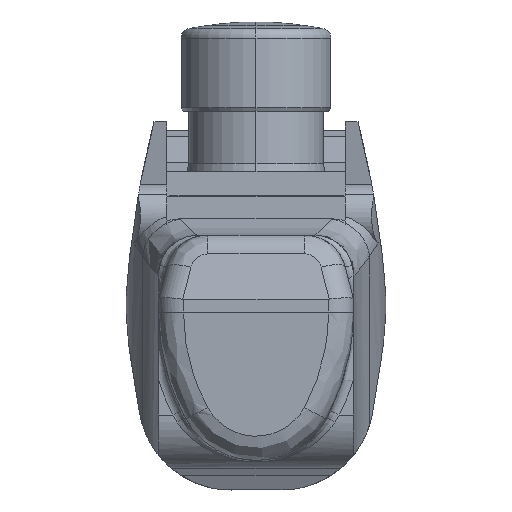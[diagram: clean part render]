
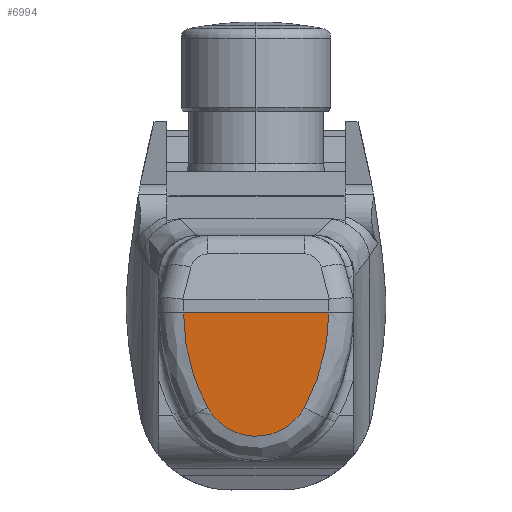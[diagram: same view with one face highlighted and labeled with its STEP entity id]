
A CAD part, front view. The second image highlights one B-rep face of the part: STEP entity #6994.
In plain terms, the highlighted planar face has unit normal (0, -0.999, -0.037).
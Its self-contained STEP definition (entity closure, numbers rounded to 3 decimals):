
#2446=CARTESIAN_POINT('',(-9.687,-107.327,
-20.483));
#2447=CARTESIAN_POINT('',(-9.332,-107.302,
-21.136));
#2448=CARTESIAN_POINT('',(-8.512,-107.257,
-22.329));
#2449=CARTESIAN_POINT('',(-7.006,-107.202,
-23.815));
#2450=CARTESIAN_POINT('',(-5.229,-107.157,
-24.997));
#2451=CARTESIAN_POINT('',(-3.263,-107.127,
-25.815));
#2452=CARTESIAN_POINT('',(-1.176,-107.11,
-26.243));
#2453=CARTESIAN_POINT('',(0.953,-107.11,
-26.265));
#2454=CARTESIAN_POINT('',(3.054,-107.124,
-25.877));
#2455=CARTESIAN_POINT('',(5.02,-107.153,
-25.106));
#2456=CARTESIAN_POINT('',(6.858,-107.197,
-23.941));
#2457=CARTESIAN_POINT('',(8.475,-107.255,
-22.385));
#2458=CARTESIAN_POINT('',(9.321,-107.301,
-21.155));
#2459=CARTESIAN_POINT('',(9.687,-107.327,
-20.483));
#2464=CARTESIAN_POINT('',(-14.5,-108.036,
-1.582));
#2465=CARTESIAN_POINT('',(-14.5,-107.978,
-3.138));
#2466=CARTESIAN_POINT('',(-14.316,-107.862,
-6.236));
#2467=CARTESIAN_POINT('',(-13.51,-107.691,
-10.781));
#2468=CARTESIAN_POINT('',(-12.102,-107.515,
-15.464));
#2469=CARTESIAN_POINT('',(-10.606,-107.39,
-18.797));
#2470=CARTESIAN_POINT('',(-9.687,-107.327,
-20.483));
#2475=DIRECTION('',(-1.,0.,0.));
#2476=VECTOR('',#2475,29.);
#2477=CARTESIAN_POINT('',(14.5,-108.036,
-1.582));
#2478=LINE('',#2477,#2476);
#2482=CARTESIAN_POINT('',(9.687,-107.327,
-20.483));
#2483=CARTESIAN_POINT('',(10.431,-107.378,
-19.118));
#2484=CARTESIAN_POINT('',(11.751,-107.483,
-16.307));
#2485=CARTESIAN_POINT('',(13.213,-107.647,
-11.945));
#2486=CARTESIAN_POINT('',(14.217,-107.827,
-7.169));
#2487=CARTESIAN_POINT('',(14.5,-107.964,
-3.515));
#2488=CARTESIAN_POINT('',(14.5,-108.036,
-1.582));
#4729=VERTEX_POINT('',#2446);
#4730=VERTEX_POINT('',#2459);
#4733=VERTEX_POINT('',#2488);
#4736=CARTESIAN_POINT('',(-14.5,-108.036,
-1.582));
#4737=VERTEX_POINT('',#4736);
#6980=CARTESIAN_POINT('',(-26.,-108.04,-1.483));
#6981=DIRECTION('',(0.,-0.999,-0.038));
#6982=DIRECTION('',(0.,0.038,-0.999));
#6983=AXIS2_PLACEMENT_3D('',#6980,#6981,#6982);
#6984=PLANE('',#6983);
#6986=ORIENTED_EDGE('',*,*,#6985,.F.);
#6988=ORIENTED_EDGE('',*,*,#6987,.F.);
#6990=ORIENTED_EDGE('',*,*,#6989,.F.);
#6991=ORIENTED_EDGE('',*,*,#6971,.F.);
#6992=EDGE_LOOP('',(#6986,#6988,#6990,#6991));
#6993=FACE_OUTER_BOUND('',#6992,.F.);
#2460=B_SPLINE_CURVE_WITH_KNOTS('',3,(#2446,#2447,#2448,#2449,#2450,#2451,#2452,
#2453,#2454,#2455,#2456,#2457,#2458,#2459),.UNSPECIFIED.,.F.,.F.,(4,1,1,1,1,1,1,
1,1,1,1,4),(0.,0.091,0.182,0.273,
0.364,0.455,0.545,0.636,
0.727,0.818,0.909,1.),.UNSPECIFIED.);
#2471=B_SPLINE_CURVE_WITH_KNOTS('',3,(#2464,#2465,#2466,#2467,#2468,#2469,
#2470),.UNSPECIFIED.,.F.,.F.,(4,1,1,1,4),(0.,0.25,0.5,0.75,1.),
.UNSPECIFIED.);
#2489=B_SPLINE_CURVE_WITH_KNOTS('',3,(#2482,#2483,#2484,#2485,#2486,#2487,
#2488),.UNSPECIFIED.,.F.,.F.,(4,1,1,1,4),(0.,0.25,0.5,0.75,1.),
.UNSPECIFIED.);
#6971=EDGE_CURVE('',#4730,#4733,#2489,.T.);
#6985=EDGE_CURVE('',#4729,#4730,#2460,.T.);
#6987=EDGE_CURVE('',#4737,#4729,#2471,.T.);
#6989=EDGE_CURVE('',#4733,#4737,#2478,.T.);
#6994=ADVANCED_FACE('',(#6993),#6984,.T.);
